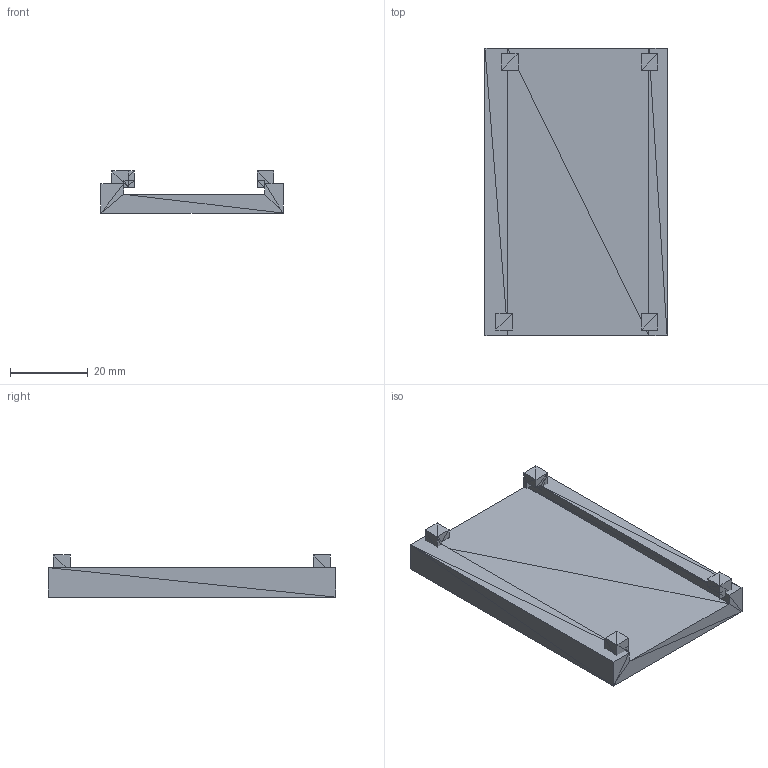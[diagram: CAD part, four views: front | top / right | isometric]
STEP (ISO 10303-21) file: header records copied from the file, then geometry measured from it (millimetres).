
FILE_DESCRIPTION((' Model'),'2;1');
FILE_NAME(' Shape Model','2025-11-21T05:50:45',(''),( ''),' ','','Unknown');
FILE_SCHEMA(('AUTOMOTIVE_DESIGN { 1 0 10303 214 1 1 1 1 }'));
Length unit declared in the file: millimetre
Products named in the file (6):  STEP translator 7.5 1;  STEP translator 7.5 1.1;  STEP translator 7.5 1.2;  STEP translator 7.5 1.3;  STEP translator 7.5 1.4;  STEP translator 7.5 1.5
Assembly tree (5 placements, depth 2):
   STEP translator 7.5 1
     STEP translator 7.5 1.1
     STEP translator 7.5 1.2
     STEP translator 7.5 1.3
     STEP translator 7.5 1.4
     STEP translator 7.5 1.5
Bounding box: 46.76 x 73.76 x 10.84 mm (x, y, z)
Surface area: 9375.3 mm2 (no closed solid volume)
Topology: 0 solids, 5 shells, 124 faces, 186 edges, 72 vertices
Faces by surface type: plane 124
Entity records: 4786 total; most frequent: CARTESIAN_POINT 946, DIRECTION 632, ORIENTED_EDGE 372, LINE 372, VECTOR 372, PCURVE 372, DEFINITIONAL_REPRESENTATION 372, EDGE_CURVE 186
